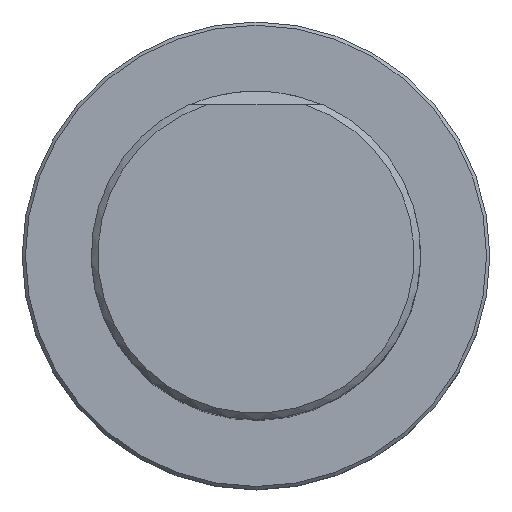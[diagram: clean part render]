
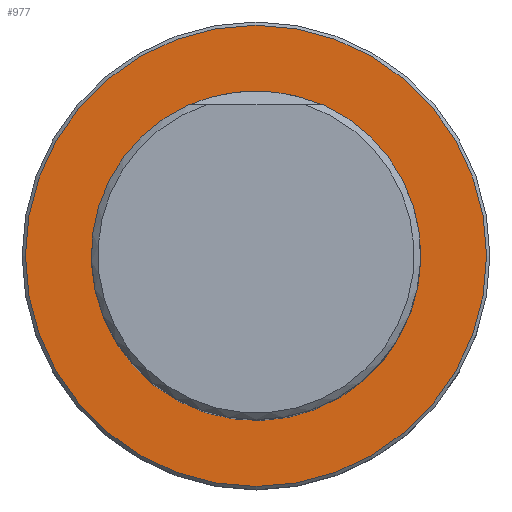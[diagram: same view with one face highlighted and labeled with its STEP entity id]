
A CAD part, top view. The second image highlights one B-rep face of the part: STEP entity #977.
In plain terms, the highlighted planar face has unit normal (0, 0, 1).
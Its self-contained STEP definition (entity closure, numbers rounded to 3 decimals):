
#223=ORIENTED_EDGE('',*,*,#496,.F.);
#224=ORIENTED_EDGE('',*,*,#497,.T.);
#496=EDGE_CURVE('',#636,#636,#727,.T.);
#497=EDGE_CURVE('',#637,#637,#728,.T.);
#636=VERTEX_POINT('',#1530);
#637=VERTEX_POINT('',#1533);
#727=CIRCLE('',#1061,25.);
#728=CIRCLE('',#1063,35.);
#792=EDGE_LOOP('',(#223));
#793=EDGE_LOOP('',(#224));
#872=FACE_BOUND('',#792,.T.);
#873=FACE_BOUND('',#793,.T.);
#946=PLANE('',#1062);
#977=ADVANCED_FACE('',(#872,#873),#946,.T.);
#1061=AXIS2_PLACEMENT_3D('',#1529,#1210,#1211);
#1062=AXIS2_PLACEMENT_3D('',#1531,#1212,#1213);
#1063=AXIS2_PLACEMENT_3D('',#1532,#1214,#1215);
#1210=DIRECTION('',(0.,0.,1.));
#1211=DIRECTION('',(1.,0.,0.));
#1212=DIRECTION('',(0.,0.,1.));
#1213=DIRECTION('',(1.,0.,0.));
#1214=DIRECTION('',(0.,0.,1.));
#1215=DIRECTION('',(1.,0.,0.));
#1529=CARTESIAN_POINT('',(0.,0.,0.));
#1530=CARTESIAN_POINT('',(25.,0.,0.));
#1531=CARTESIAN_POINT('',(-35.5,0.,0.));
#1532=CARTESIAN_POINT('',(0.,0.,0.));
#1533=CARTESIAN_POINT('',(35.,0.,0.));
